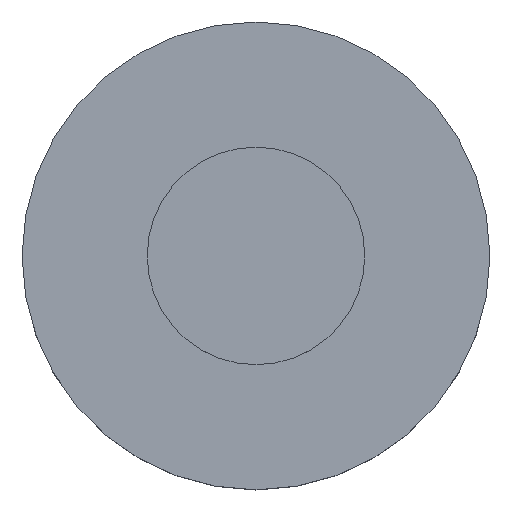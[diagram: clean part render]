
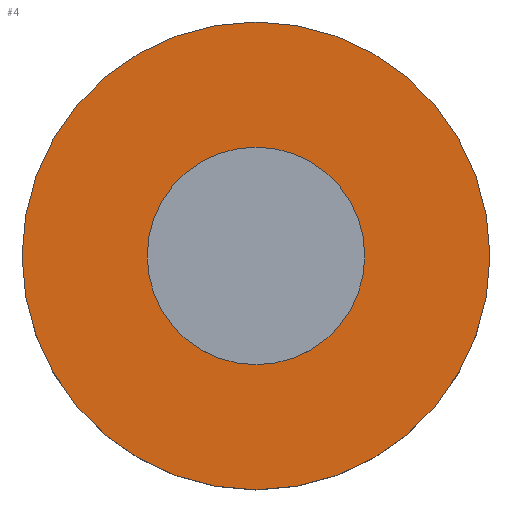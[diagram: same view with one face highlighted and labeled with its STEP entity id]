
A CAD part, top view. The second image highlights one B-rep face of the part: STEP entity #4.
In plain terms, the highlighted planar face has unit normal (0, 0, 1).
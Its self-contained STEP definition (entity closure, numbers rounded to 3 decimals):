
#4 = ADVANCED_FACE ( 'NONE', ( #422, #559 ), #518, .F. ) ;
#12 = AXIS2_PLACEMENT_3D ( 'NONE', #563, #69, #315 ) ;
#18 = AXIS2_PLACEMENT_3D ( 'NONE', #272, #616, #413 ) ;
#24 = DIRECTION ( 'NONE',  ( 0., 0., 1. ) ) ;
#41 = EDGE_LOOP ( 'NONE', ( #619, #328 ) ) ;
#43 = DIRECTION ( 'NONE',  ( 0., 0., 1. ) ) ;
#63 = DIRECTION ( 'NONE',  ( 1., 0., 0. ) ) ;
#69 = DIRECTION ( 'NONE',  ( 0., 0., 1. ) ) ;
#91 = VERTEX_POINT ( 'NONE', #118 ) ;
#93 = CIRCLE ( 'NONE', #330, 43. ) ;
#107 = CARTESIAN_POINT ( 'NONE',  ( 0., 0., 9.25 ) ) ;
#111 = EDGE_CURVE ( 'NONE', #274, #91, #576, .T. ) ;
#118 = CARTESIAN_POINT ( 'NONE',  ( 20., 0., 9.25 ) ) ;
#170 = AXIS2_PLACEMENT_3D ( 'NONE', #480, #43, #63 ) ;
#174 = EDGE_CURVE ( 'NONE', #572, #364, #199, .T. ) ;
#199 = CIRCLE ( 'NONE', #170, 43. ) ;
#207 = CIRCLE ( 'NONE', #569, 20. ) ;
#209 = DIRECTION ( 'NONE',  ( 1., 0., 0. ) ) ;
#272 = CARTESIAN_POINT ( 'NONE',  ( 0., 43., 9.25 ) ) ;
#274 = VERTEX_POINT ( 'NONE', #402 ) ;
#277 = ORIENTED_EDGE ( 'NONE', *, *, #524, .F. ) ;
#315 = DIRECTION ( 'NONE',  ( 1., 0., 0. ) ) ;
#328 = ORIENTED_EDGE ( 'NONE', *, *, #174, .T. ) ;
#330 = AXIS2_PLACEMENT_3D ( 'NONE', #450, #24, #209 ) ;
#352 = CARTESIAN_POINT ( 'NONE',  ( -43., 0., 9.25 ) ) ;
#357 = EDGE_CURVE ( 'NONE', #364, #572, #93, .T. ) ;
#364 = VERTEX_POINT ( 'NONE', #372 ) ;
#372 = CARTESIAN_POINT ( 'NONE',  ( 43., 0., 9.25 ) ) ;
#402 = CARTESIAN_POINT ( 'NONE',  ( -20., 0., 9.25 ) ) ;
#413 = DIRECTION ( 'NONE',  ( -1., 0., 0. ) ) ;
#415 = ORIENTED_EDGE ( 'NONE', *, *, #111, .F. ) ;
#422 = FACE_BOUND ( 'NONE', #556, .T. ) ;
#442 = DIRECTION ( 'NONE',  ( 1., 0., 0. ) ) ;
#450 = CARTESIAN_POINT ( 'NONE',  ( 0., 0., 9.25 ) ) ;
#480 = CARTESIAN_POINT ( 'NONE',  ( 0., 0., 9.25 ) ) ;
#494 = DIRECTION ( 'NONE',  ( 0., 0., 1. ) ) ;
#518 = PLANE ( 'NONE',  #18 ) ;
#524 = EDGE_CURVE ( 'NONE', #91, #274, #207, .T. ) ;
#556 = EDGE_LOOP ( 'NONE', ( #277, #415 ) ) ;
#559 = FACE_OUTER_BOUND ( 'NONE', #41, .T. ) ;
#563 = CARTESIAN_POINT ( 'NONE',  ( 0., 0., 9.25 ) ) ;
#569 = AXIS2_PLACEMENT_3D ( 'NONE', #107, #494, #442 ) ;
#572 = VERTEX_POINT ( 'NONE', #352 ) ;
#576 = CIRCLE ( 'NONE', #12, 20. ) ;
#616 = DIRECTION ( 'NONE',  ( 0., 0., -1. ) ) ;
#619 = ORIENTED_EDGE ( 'NONE', *, *, #357, .T. ) ;
